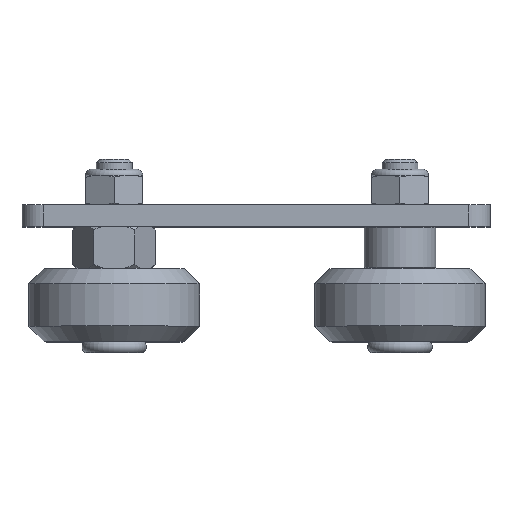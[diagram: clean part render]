
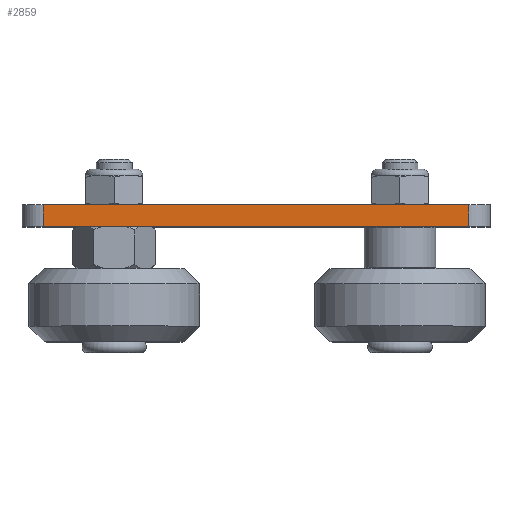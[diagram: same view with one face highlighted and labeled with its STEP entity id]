
A CAD part, top view. The second image highlights one B-rep face of the part: STEP entity #2859.
In plain terms, the highlighted planar face has unit normal (0, 0, 1).
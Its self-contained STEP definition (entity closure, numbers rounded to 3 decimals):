
#379=FACE_OUTER_BOUND('',#579,.T.);
#579=EDGE_LOOP('',(#2093,#2094,#2095,#2096));
#753=LINE('',#4446,#912);
#776=LINE('',#4580,#935);
#793=LINE('',#4688,#952);
#795=LINE('',#4691,#954);
#912=VECTOR('',#3506,59.5);
#935=VECTOR('',#3619,59.5);
#952=VECTOR('',#3712,3.);
#954=VECTOR('',#3716,3.);
#1271=VERTEX_POINT('',#4443);
#1272=VERTEX_POINT('',#4445);
#1332=VERTEX_POINT('',#4566);
#1338=VERTEX_POINT('',#4578);
#1556=EDGE_CURVE('',#1271,#1272,#753,.T.);
#1623=EDGE_CURVE('',#1332,#1338,#776,.T.);
#1677=EDGE_CURVE('',#1271,#1332,#793,.T.);
#1679=EDGE_CURVE('',#1272,#1338,#795,.T.);
#2093=ORIENTED_EDGE('',*,*,#1623,.T.);
#2094=ORIENTED_EDGE('',*,*,#1679,.F.);
#2095=ORIENTED_EDGE('',*,*,#1556,.F.);
#2096=ORIENTED_EDGE('',*,*,#1677,.T.);
#2793=PLANE('',#3194);
#2859=ADVANCED_FACE('',(#379),#2793,.F.);
#3194=AXIS2_PLACEMENT_3D('',#4690,#3714,#3715);
#3506=DIRECTION('',(1.,0.,0.));
#3619=DIRECTION('',(1.,0.,0.));
#3712=DIRECTION('',(0.,-1.,0.));
#3714=DIRECTION('center_axis',(0.,0.,-1.));
#3715=DIRECTION('ref_axis',(-1.,0.,0.));
#3716=DIRECTION('',(0.,-1.,0.));
#4443=CARTESIAN_POINT('',(-29.75,3.,32.75));
#4445=CARTESIAN_POINT('',(29.75,3.,32.75));
#4446=CARTESIAN_POINT('',(-29.75,3.,32.75));
#4566=CARTESIAN_POINT('',(-29.75,0.,32.75));
#4578=CARTESIAN_POINT('',(29.75,0.,32.75));
#4580=CARTESIAN_POINT('',(-29.75,0.,32.75));
#4688=CARTESIAN_POINT('',(-29.75,3.,32.75));
#4690=CARTESIAN_POINT('Origin',(29.75,3.,32.75));
#4691=CARTESIAN_POINT('',(29.75,3.,32.75));
